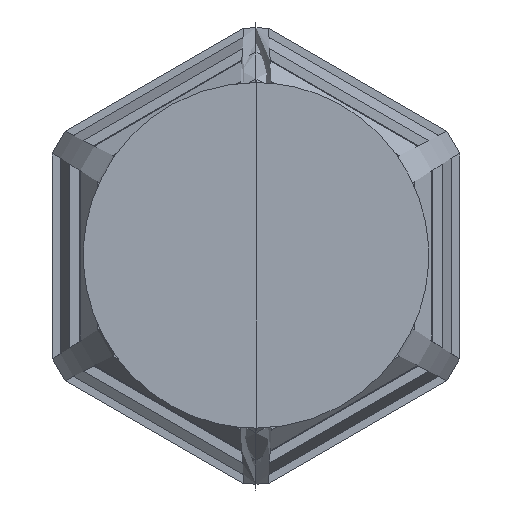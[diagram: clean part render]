
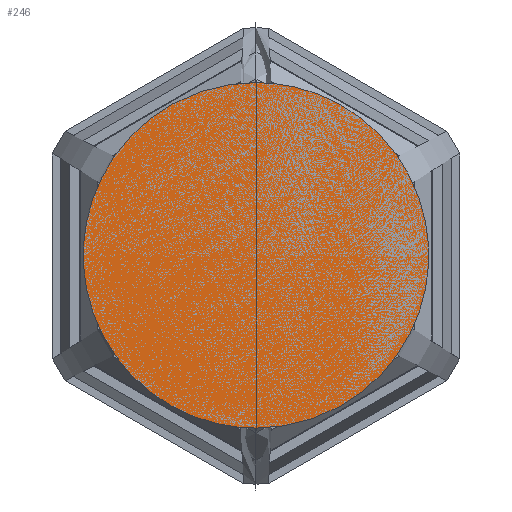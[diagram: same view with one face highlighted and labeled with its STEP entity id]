
A CAD part, top view. The second image highlights one B-rep face of the part: STEP entity #246.
In plain terms, the highlighted planar face has unit normal (0, 0, 1).
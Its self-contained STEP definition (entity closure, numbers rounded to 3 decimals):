
#100=PLANE($,#2275);
#246=ADVANCED_FACE($,(#373),#100,.T.);
#373=FACE_OUTER_BOUND($,#537,.T.);
#537=EDGE_LOOP($,(#1117,#1118));
#1117=ORIENTED_EDGE($,*,*,#1477,.T.);
#1118=ORIENTED_EDGE($,*,*,#1478,.T.);
#1477=EDGE_CURVE($,#1700,#1701,#2101,.T.);
#1478=EDGE_CURVE($,#1701,#1700,#2102,.T.);
#1700=VERTEX_POINT($,#12627);
#1701=VERTEX_POINT($,#12628);
#2101=(
BOUNDED_CURVE()
B_SPLINE_CURVE(2,(#12513,#12514,#12515,#12516,#12517),.UNSPECIFIED.,.F.,
.F.)
B_SPLINE_CURVE_WITH_KNOTS((3,2,3),(-248.186,-124.093,0.),
.UNSPECIFIED.)
CURVE()
GEOMETRIC_REPRESENTATION_ITEM()
RATIONAL_B_SPLINE_CURVE((1.,0.707,1.,0.707,1.))
REPRESENTATION_ITEM($)
);
#2102=(
BOUNDED_CURVE()
B_SPLINE_CURVE(2,(#12518,#12519,#12520,#12521,#12522),.UNSPECIFIED.,.F.,
.F.)
B_SPLINE_CURVE_WITH_KNOTS((3,2,3),(0.,124.093,248.186),
.UNSPECIFIED.)
CURVE()
GEOMETRIC_REPRESENTATION_ITEM()
RATIONAL_B_SPLINE_CURVE((1.,0.707,1.,0.707,1.))
REPRESENTATION_ITEM($)
);
#2275=AXIS2_PLACEMENT_3D($,#12573,#2330,$);
#2330=DIRECTION($,(0.,0.,1.));
#12513=CARTESIAN_POINT($,(0.,-1340.514,117.489));
#12514=CARTESIAN_POINT($,(79.,-1340.514,117.489));
#12515=CARTESIAN_POINT($,(79.,-1261.514,117.489));
#12516=CARTESIAN_POINT($,(79.,-1182.514,117.489));
#12517=CARTESIAN_POINT($,(0.,-1182.514,117.489));
#12518=CARTESIAN_POINT($,(0.,-1182.514,117.489));
#12519=CARTESIAN_POINT($,(-79.,-1182.514,117.489));
#12520=CARTESIAN_POINT($,(-79.,-1261.514,117.489));
#12521=CARTESIAN_POINT($,(-79.,-1340.514,117.489));
#12522=CARTESIAN_POINT($,(0.,-1340.514,117.489));
#12573=CARTESIAN_POINT($,(-80.58,-1342.094,117.489));
#12627=CARTESIAN_POINT($,(0.,-1340.514,117.489));
#12628=CARTESIAN_POINT($,(0.,-1182.514,117.489));
